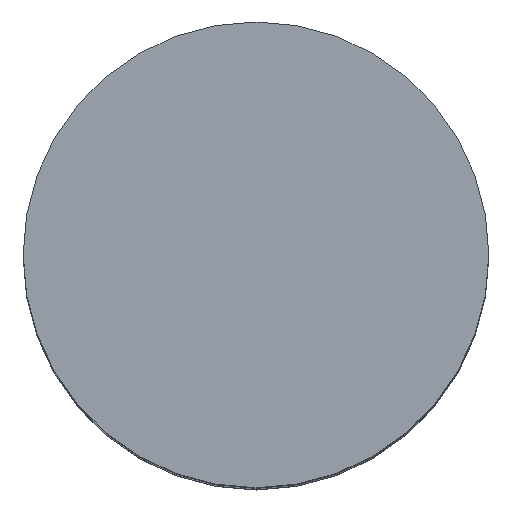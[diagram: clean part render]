
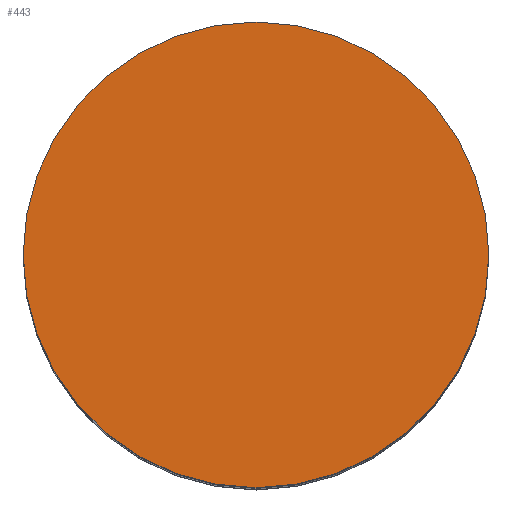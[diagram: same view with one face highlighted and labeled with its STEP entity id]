
A CAD part, top view. The second image highlights one B-rep face of the part: STEP entity #443.
In plain terms, the highlighted planar face has unit normal (0, 0, 1).
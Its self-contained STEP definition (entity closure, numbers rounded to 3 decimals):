
#17 = CARTESIAN_POINT ( 'NONE',  ( 3., 0., 8.385 ) ) ;
#67 = FACE_OUTER_BOUND ( 'NONE', #94, .T. ) ;
#76 = DIRECTION ( 'NONE',  ( -1., 0., 0. ) ) ;
#80 = CIRCLE ( 'NONE', #274, 3. ) ;
#94 = EDGE_LOOP ( 'NONE', ( #170, #334 ) ) ;
#99 = DIRECTION ( 'NONE',  ( 0., 0., -1. ) ) ;
#118 = DIRECTION ( 'NONE',  ( -1., 0., 0. ) ) ;
#137 = CARTESIAN_POINT ( 'NONE',  ( -3., 0., 8.385 ) ) ;
#170 = ORIENTED_EDGE ( 'NONE', *, *, #256, .F. ) ;
#171 = PLANE ( 'NONE',  #430 ) ;
#219 = AXIS2_PLACEMENT_3D ( 'NONE', #296, #349, #118 ) ;
#231 = CARTESIAN_POINT ( 'NONE',  ( 0., 0., 8.385 ) ) ;
#233 = DIRECTION ( 'NONE',  ( -1., 0., 0. ) ) ;
#247 = CARTESIAN_POINT ( 'NONE',  ( 0., 0., 8.385 ) ) ;
#253 = VERTEX_POINT ( 'NONE', #17 ) ;
#256 = EDGE_CURVE ( 'NONE', #360, #253, #411, .T. ) ;
#274 = AXIS2_PLACEMENT_3D ( 'NONE', #231, #99, #233 ) ;
#284 = DIRECTION ( 'NONE',  ( 0., 0., -1. ) ) ;
#296 = CARTESIAN_POINT ( 'NONE',  ( 0., 0., 8.385 ) ) ;
#307 = EDGE_CURVE ( 'NONE', #253, #360, #80, .T. ) ;
#334 = ORIENTED_EDGE ( 'NONE', *, *, #307, .F. ) ;
#349 = DIRECTION ( 'NONE',  ( 0., 0., -1. ) ) ;
#360 = VERTEX_POINT ( 'NONE', #137 ) ;
#411 = CIRCLE ( 'NONE', #219, 3. ) ;
#430 = AXIS2_PLACEMENT_3D ( 'NONE', #247, #284, #76 ) ;
#443 = ADVANCED_FACE ( 'NONE', ( #67 ), #171, .F. ) ;
